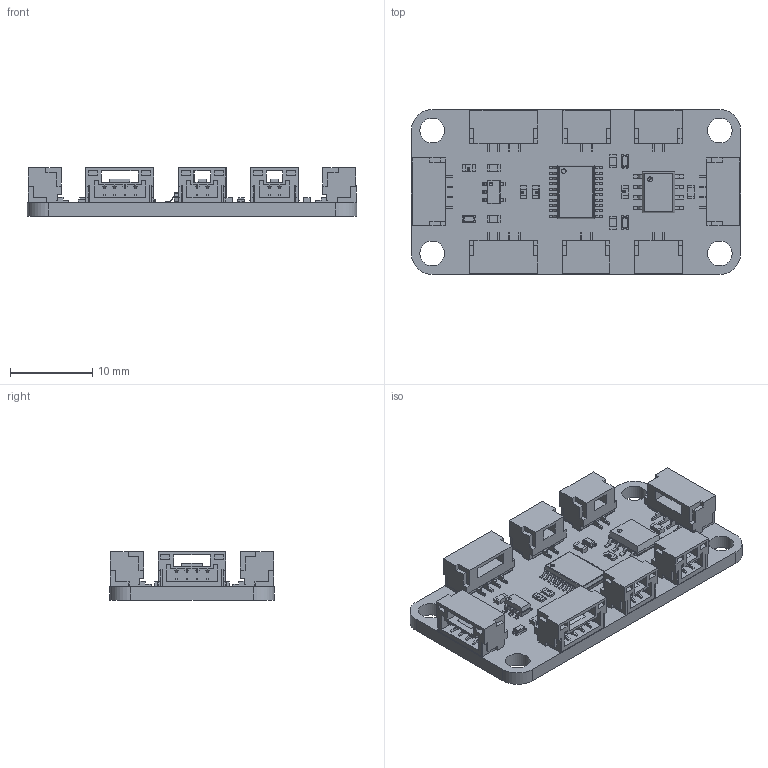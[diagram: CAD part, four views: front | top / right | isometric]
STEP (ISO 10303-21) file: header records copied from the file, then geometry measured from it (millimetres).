
FILE_DESCRIPTION(('Open CASCADE Model'),'2;1');
FILE_NAME('Open CASCADE Shape Model','2022-03-27T20:53:21',('Author'),( 'Open CASCADE'),'Open CASCADE STEP processor 6.8','Open CASCADE 6.8' ,'Unknown');
FILE_SCHEMA(('AUTOMOTIVE_DESIGN { 1 0 10303 214 1 1 1 1 }'));
Length unit declared in the file: millimetre
Products named in the file (49): PCB; Board; Open CASCADE STEP translator 6.8 2.1.1; R5; 6403281936; term1; term2; body; C4; User_Library-0603_SMD_Capacitor; P8; JST_GH_SM02B-GHS-TB_1x02-1MP_P1.25mm_Horizontal; P5; P6; P1; JST_GH_SM04B-GHS-TB_1x04-1MP_P1.25mm_Horizontal; P7; C3; C2; U2; SOT23-5; R2; 6053448544; R1; 7784773616; D3; LED_0603_BLUE; D2; LED_0603_GREEN; D1; LED_0603_RED; R7; STM1; STM32F042F6P6; Body; PinsArrayLR; P4; P3; P2; U1 ...
Assembly tree (59 placements, depth 4):
  PCB
    Board
      Open CASCADE STEP translator 6.8 2.1.1
    R5
      6403281936
        term1
        term2
        body
    C4
      User_Library-0603_SMD_Capacitor
    P8
      JST_GH_SM02B-GHS-TB_1x02-1MP_P1.25mm_Horizontal
    P5
      JST_GH_SM02B-GHS-TB_1x02-1MP_P1.25mm_Horizontal
    P6
      JST_GH_SM02B-GHS-TB_1x02-1MP_P1.25mm_Horizontal
    P1
      JST_GH_SM04B-GHS-TB_1x04-1MP_P1.25mm_Horizontal
    P7
      JST_GH_SM02B-GHS-TB_1x02-1MP_P1.25mm_Horizontal
    C3
      User_Library-0603_SMD_Capacitor
    C2
      User_Library-0603_SMD_Capacitor
    U2
      SOT23-5
    R2
      6053448544
        term1
        term2
        body
    R1
      7784773616
        term1
        term2
        body
    D3
      LED_0603_BLUE
    D2
      LED_0603_GREEN
    D1
      LED_0603_RED
    R7
      6053448544
        term1
        term2
        body
    STM1
      STM32F042F6P6
        Body
        PinsArrayLR
    P4
      JST_GH_SM04B-GHS-TB_1x04-1MP_P1.25mm_Horizontal
    P3
      JST_GH_SM04B-GHS-TB_1x04-1MP_P1.25mm_Horizontal
    P2
      JST_GH_SM04B-GHS-TB_1x04-1MP_P1.25mm_Horizontal
    U1
      User_Library-sop-8
    R9
Bounding box: 40 x 20 x 5.94 mm (x, y, z)
Volume: 1962.2 mm3; surface area: 4041.7 mm2
Topology: 54 solids, 54 shells, 2435 faces, 6480 edges, 4184 vertices
Faces by surface type: plane 2005, cylinder 210, bspline 174, sphere 46
Full cylindrical faces by diameter (mm): 0.55 x1, 3 x4
Entity records: 41366 total; most frequent: CARTESIAN_POINT 8881, ORIENTED_EDGE 5670, DIRECTION 5223, EDGE_CURVE 2835, LINE 2423, VECTOR 2423, VERTEX_POINT 1838, AXIS2_PLACEMENT_3D 1400
